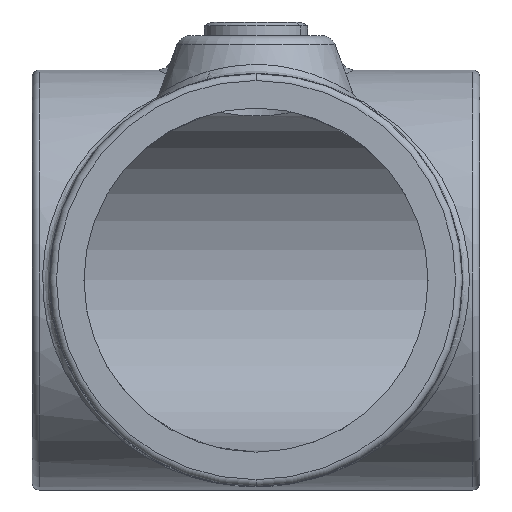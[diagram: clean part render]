
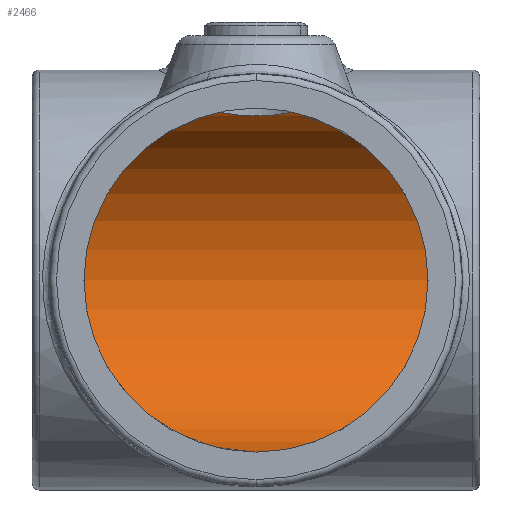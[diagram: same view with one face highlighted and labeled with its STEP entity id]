
A CAD part, front view. The second image highlights one B-rep face of the part: STEP entity #2466.
In plain terms, the highlighted cylindrical face has radius 25 mm (diameter 50 mm), a partial arc.
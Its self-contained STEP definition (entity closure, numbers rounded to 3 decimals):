
#1 = DIRECTION ( 'NONE',  ( -1., 0., 0. ) ) ;
#57 = AXIS2_PLACEMENT_3D ( 'NONE', #3567, #1770, #564 ) ;
#159 = ORIENTED_EDGE ( 'NONE', *, *, #3322, .T. ) ;
#249 = CARTESIAN_POINT ( 'NONE',  ( 4.582, 5.958, 24.281 ) ) ;
#262 = CARTESIAN_POINT ( 'NONE',  ( -3.106, 6.831, 24.049 ) ) ;
#305 = EDGE_LOOP ( 'NONE', ( #1037, #2598, #666, #1306, #159, #3435, #1522 ) ) ;
#310 = EDGE_CURVE ( 'NONE', #3414, #2722, #619, .T. ) ;
#334 = LINE ( 'NONE', #864, #3430 ) ;
#393 = CARTESIAN_POINT ( 'NONE',  ( -32.5, 0., 25. ) ) ;
#457 = CARTESIAN_POINT ( 'NONE',  ( 32.5, 0., -25. ) ) ;
#491 = EDGE_CURVE ( 'NONE', #2392, #3414, #3540, .T. ) ;
#514 = CARTESIAN_POINT ( 'NONE',  ( 7.5, 0., 25. ) ) ;
#546 = CARTESIAN_POINT ( 'NONE',  ( 7.306, 1.71, 24.943 ) ) ;
#561 = CARTESIAN_POINT ( 'NONE',  ( 3.331, 6.737, 24.076 ) ) ;
#564 = DIRECTION ( 'NONE',  ( 0., 0., 1. ) ) ;
#572 = CARTESIAN_POINT ( 'NONE',  ( -3.762, 6.493, 24.142 ) ) ;
#590 = CARTESIAN_POINT ( 'NONE',  ( -5.959, 4.58, 24.58 ) ) ;
#598 = EDGE_CURVE ( 'NONE', #2722, #3099, #1034, .T. ) ;
#619 = LINE ( 'NONE', #2149, #3710 ) ;
#666 = ORIENTED_EDGE ( 'NONE', *, *, #2414, .T. ) ;
#716 = CARTESIAN_POINT ( 'NONE',  ( -6.738, 3.33, 24.781 ) ) ;
#834 = CARTESIAN_POINT ( 'NONE',  ( 7.5, 0., 25. ) ) ;
#849 = CARTESIAN_POINT ( 'NONE',  ( 7.103, 2.422, 24.884 ) ) ;
#861 = CARTESIAN_POINT ( 'NONE',  ( 2.425, 7.102, 23.97 ) ) ;
#864 = CARTESIAN_POINT ( 'NONE',  ( 32.5, 0., 25. ) ) ;
#874 = CARTESIAN_POINT ( 'NONE',  ( -4.375, 6.096, 24.246 ) ) ;
#1010 = CARTESIAN_POINT ( 'NONE',  ( -7.257, 1.958, 24.928 ) ) ;
#1034 = CIRCLE ( 'NONE', #3733, 25. ) ;
#1037 = ORIENTED_EDGE ( 'NONE', *, *, #491, .F. ) ;
#1057 = LINE ( 'NONE', #1666, #1779 ) ;
#1153 = CARTESIAN_POINT ( 'NONE',  ( 6.735, 3.336, 24.781 ) ) ;
#1168 = CARTESIAN_POINT ( 'NONE',  ( 1.712, 7.306, 23.909 ) ) ;
#1182 = CARTESIAN_POINT ( 'NONE',  ( -4.949, 5.641, 24.356 ) ) ;
#1245 = DIRECTION ( 'NONE',  ( 1., 0., 0. ) ) ;
#1296 = CARTESIAN_POINT ( 'NONE',  ( -7.5, 0., 25. ) ) ;
#1306 = ORIENTED_EDGE ( 'NONE', *, *, #2005, .T. ) ;
#1312 = CARTESIAN_POINT ( 'NONE',  ( -7.439, 0.984, 24.982 ) ) ;
#1358 = DIRECTION ( 'NONE',  ( 1., 0., 0. ) ) ;
#1388 = DIRECTION ( 'NONE',  ( -1., 0., 0. ) ) ;
#1392 = CARTESIAN_POINT ( 'NONE',  ( 0., 0., -25. ) ) ;
#1454 = CARTESIAN_POINT ( 'NONE',  ( 6.096, 4.376, 24.615 ) ) ;
#1466 = CARTESIAN_POINT ( 'NONE',  ( 0.496, 7.5, 23.849 ) ) ;
#1478 = CARTESIAN_POINT ( 'NONE',  ( -5.651, 4.955, 24.507 ) ) ;
#1522 = ORIENTED_EDGE ( 'NONE', *, *, #310, .F. ) ;
#1545 = AXIS2_PLACEMENT_3D ( 'NONE', #3154, #1358, #3458 ) ;
#1619 = CARTESIAN_POINT ( 'NONE',  ( -7.5, 0.246, 25. ) ) ;
#1666 = CARTESIAN_POINT ( 'NONE',  ( 32.5, 0., 25. ) ) ;
#1750 = CARTESIAN_POINT ( 'NONE',  ( 5.637, 4.953, 24.505 ) ) ;
#1766 = CARTESIAN_POINT ( 'NONE',  ( -0.989, 7.451, 23.864 ) ) ;
#1770 = DIRECTION ( 'NONE',  ( -1., 0., 0. ) ) ;
#1779 = VECTOR ( 'NONE', #1388, 1000. ) ;
#1965 = VERTEX_POINT ( 'NONE', #2931 ) ;
#2005 = EDGE_CURVE ( 'NONE', #3334, #3399, #3860, .T. ) ;
#2056 = CARTESIAN_POINT ( 'NONE',  ( 4.957, 5.649, 24.356 ) ) ;
#2058 = CARTESIAN_POINT ( 'NONE',  ( 32.5, 0., -25. ) ) ;
#2073 = CARTESIAN_POINT ( 'NONE',  ( -2.423, 7.115, 23.967 ) ) ;
#2149 = CARTESIAN_POINT ( 'NONE',  ( 32.5, 0., -25. ) ) ;
#2165 = EDGE_CURVE ( 'NONE', #2392, #1965, #3626, .T. ) ;
#2339 = DIRECTION ( 'NONE',  ( -1., 0., 0. ) ) ;
#2353 = CARTESIAN_POINT ( 'NONE',  ( 7.451, 0.988, 24.985 ) ) ;
#2363 = CARTESIAN_POINT ( 'NONE',  ( 3.763, 6.507, 24.14 ) ) ;
#2379 = CARTESIAN_POINT ( 'NONE',  ( -3.33, 6.725, 24.079 ) ) ;
#2392 = VERTEX_POINT ( 'NONE', #2058 ) ;
#2414 = EDGE_CURVE ( 'NONE', #1965, #3334, #334, .T. ) ;
#2466 = ADVANCED_FACE ( 'NONE', ( #3510 ), #3392, .F. ) ;
#2513 = CARTESIAN_POINT ( 'NONE',  ( -6.502, 3.769, 24.718 ) ) ;
#2598 = ORIENTED_EDGE ( 'NONE', *, *, #2165, .T. ) ;
#2635 = CARTESIAN_POINT ( 'NONE',  ( 7.5, 0.499, 25. ) ) ;
#2648 = CARTESIAN_POINT ( 'NONE',  ( 7.247, 1.949, 24.925 ) ) ;
#2664 = CARTESIAN_POINT ( 'NONE',  ( 2.655, 7.019, 23.995 ) ) ;
#2680 = CARTESIAN_POINT ( 'NONE',  ( -3.971, 6.367, 24.176 ) ) ;
#2722 = VERTEX_POINT ( 'NONE', #2925 ) ;
#2736 = VECTOR ( 'NONE', #1, 1000. ) ;
#2753 = DIRECTION ( 'NONE',  ( -1., 0., 0. ) ) ;
#2813 = CARTESIAN_POINT ( 'NONE',  ( -7.114, 2.426, 24.886 ) ) ;
#2925 = CARTESIAN_POINT ( 'NONE',  ( -32.5, 0., -25. ) ) ;
#2931 = CARTESIAN_POINT ( 'NONE',  ( 32.5, 0., 25. ) ) ;
#2945 = CARTESIAN_POINT ( 'NONE',  ( 7.018, 2.656, 24.86 ) ) ;
#2961 = CARTESIAN_POINT ( 'NONE',  ( 1.954, 7.245, 23.927 ) ) ;
#2972 = CARTESIAN_POINT ( 'NONE',  ( -4.571, 5.951, 24.282 ) ) ;
#3036 = CARTESIAN_POINT ( 'NONE',  ( -32.5, 0., 0. ) ) ;
#3099 = VERTEX_POINT ( 'NONE', #393 ) ;
#3106 = CARTESIAN_POINT ( 'NONE',  ( -7.402, 1.231, 24.971 ) ) ;
#3154 = CARTESIAN_POINT ( 'NONE',  ( 32.5, 0., 0. ) ) ;
#3236 = CARTESIAN_POINT ( 'NONE',  ( 6.504, 3.766, 24.718 ) ) ;
#3252 = CARTESIAN_POINT ( 'NONE',  ( 0.984, 7.452, 23.864 ) ) ;
#3270 = CARTESIAN_POINT ( 'NONE',  ( -5.132, 5.475, 24.394 ) ) ;
#3322 = EDGE_CURVE ( 'NONE', #3399, #3099, #1057, .T. ) ;
#3332 = DIRECTION ( 'NONE',  ( 0., 0., -1. ) ) ;
#3334 = VERTEX_POINT ( 'NONE', #514 ) ;
#3392 = CYLINDRICAL_SURFACE ( 'NONE', #57, 25. ) ;
#3399 = VERTEX_POINT ( 'NONE', #1296 ) ;
#3407 = CARTESIAN_POINT ( 'NONE',  ( -7.488, 0.492, 24.996 ) ) ;
#3414 = VERTEX_POINT ( 'NONE', #1392 ) ;
#3430 = VECTOR ( 'NONE', #2339, 1000. ) ;
#3435 = ORIENTED_EDGE ( 'NONE', *, *, #598, .F. ) ;
#3458 = DIRECTION ( 'NONE',  ( 0., 0., -1. ) ) ;
#3510 = FACE_OUTER_BOUND ( 'NONE', #305, .T. ) ;
#3540 = LINE ( 'NONE', #457, #2736 ) ;
#3552 = CARTESIAN_POINT ( 'NONE',  ( 5.949, 4.574, 24.579 ) ) ;
#3565 = CARTESIAN_POINT ( 'NONE',  ( -0.489, 7.5, 23.848 ) ) ;
#3567 = CARTESIAN_POINT ( 'NONE',  ( 32.5, 0., 0. ) ) ;
#3626 = CIRCLE ( 'NONE', #1545, 25. ) ;
#3710 = VECTOR ( 'NONE', #2753, 1000. ) ;
#3722 = CARTESIAN_POINT ( 'NONE',  ( -7.5, 0., 25. ) ) ;
#3733 = AXIS2_PLACEMENT_3D ( 'NONE', #3036, #1245, #3332 ) ;
#3859 = CARTESIAN_POINT ( 'NONE',  ( 5.473, 5.133, 24.468 ) ) ;
#3860 = B_SPLINE_CURVE_WITH_KNOTS ( 'NONE', 3,
 ( #834, #2635, #2353, #546, #2648, #849, #2945, #1153, #3236, #1454, #3552, #1750, #3859, #2056, #249, #2363, #561, #2664, #861, #2961, #1168, #3252, #1466, #3565, #1766, #3872, #2073, #262, #2379, #572, #2680, #874, #2972, #1182, #3270, #1478, #590, #2513, #716, #2813, #1010, #3106, #1312, #3407, #1619, #3722 ),
 .UNSPECIFIED., .F., .F.,
 ( 4, 2, 2, 2, 2, 2, 2, 2, 2, 2, 2, 2, 2, 2, 2, 2, 2, 2, 2, 2, 2, 2, 4 ),
 ( 0., 0.001, 0.002, 0.003, 0.004, 0.005, 0.006, 0.007, 0.009, 0.01, 0.01, 0.012, 0.013, 0.015, 0.015, 0.016, 0.017, 0.018, 0.019, 0.021, 0.022, 0.023, 0.024 ),
 .UNSPECIFIED. ) ;
#3872 = CARTESIAN_POINT ( 'NONE',  ( -1.954, 7.258, 23.924 ) ) ;
